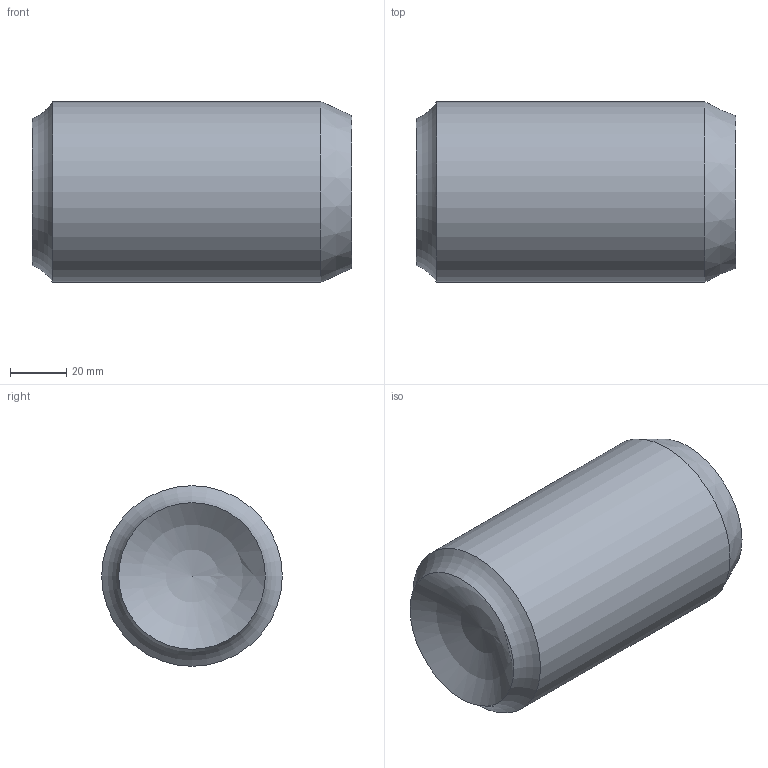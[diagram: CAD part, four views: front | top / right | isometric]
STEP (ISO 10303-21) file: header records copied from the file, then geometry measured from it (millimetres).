
FILE_DESCRIPTION( ( 'STEP Version 203' ), '1' );
FILE_NAME( ' ', '07/24/10 06:29:50', ( 'CGEB' ), ( ' ' ), 'PSStep 10.1', 'DesignModeler STEP Output', ' ' );
FILE_SCHEMA( ( 'AUTOMOTIVE_DESIGN { 1 0 10303 214 1 1 1 1 }' ) );
Length unit declared in the file: metre
Products named in the file (1): 1
Bounding box: 113.4 x 64 x 64 mm (x, y, z)
Surface area: 27663.4 mm2 (no closed solid volume)
Topology: 0 solids, 5 shells, 5 faces, 18 edges, 14 vertices
Faces by surface type: sphere 1, torus 1, cylinder 1, cone 1, plane 1
Full cylindrical faces by diameter (mm): 64 x1
Entity records: 177 total; most frequent: DIRECTION 34, CARTESIAN_POINT 30, AXIS2_PLACEMENT_3D 16, ORIENTED_EDGE 12, EDGE_CURVE 12, VERTEX_POINT 12, CIRCLE 10, FACE_BOUND 9
